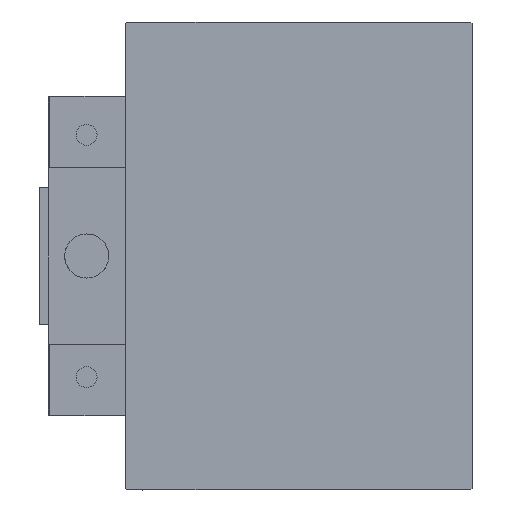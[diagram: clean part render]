
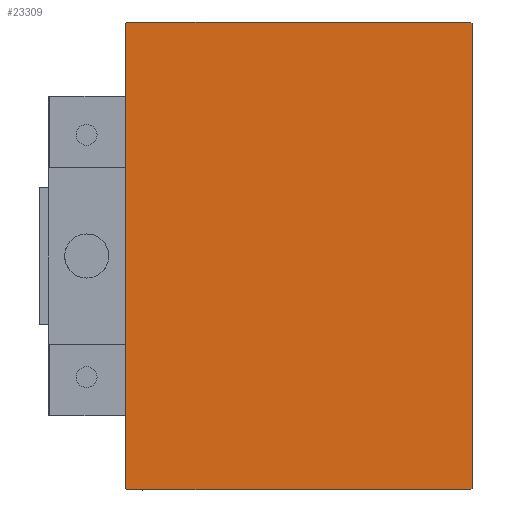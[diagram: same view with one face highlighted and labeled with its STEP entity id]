
A CAD part, left-side view. The second image highlights one B-rep face of the part: STEP entity #23309.
In plain terms, the highlighted face is planar.
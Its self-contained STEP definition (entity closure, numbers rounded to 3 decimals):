
#649 = ORIENTED_EDGE ( 'NONE', *, *, #16517, .T. ) ;
#777 = VECTOR ( 'NONE', #2614, 1000. ) ;
#1103 = VERTEX_POINT ( 'NONE', #33685 ) ;
#2614 = DIRECTION ( 'NONE',  ( 0., 0., -1. ) ) ;
#4499 = VERTEX_POINT ( 'NONE', #12062 ) ;
#5030 = EDGE_CURVE ( 'NONE', #9485, #43320, #34504, .T. ) ;
#5755 = LINE ( 'NONE', #18804, #777 ) ;
#6708 = EDGE_CURVE ( 'NONE', #16602, #22005, #24919, .T. ) ;
#6849 = ORIENTED_EDGE ( 'NONE', *, *, #6708, .T. ) ;
#7196 = ORIENTED_EDGE ( 'NONE', *, *, #12244, .T. ) ;
#7455 = FACE_OUTER_BOUND ( 'NONE', #23657, .T. ) ;
#9485 = VERTEX_POINT ( 'NONE', #31664 ) ;
#10900 = DIRECTION ( 'NONE',  ( 0., 1., 0. ) ) ;
#11439 = VERTEX_POINT ( 'NONE', #49410 ) ;
#12062 = CARTESIAN_POINT ( 'NONE',  ( 88., 31.5, 42.2 ) ) ;
#12219 = DIRECTION ( 'NONE',  ( 0., 0.707, 0.707 ) ) ;
#12244 = EDGE_CURVE ( 'NONE', #1103, #4499, #13754, .T. ) ;
#13103 = AXIS2_PLACEMENT_3D ( 'NONE', #38295, #29960, #30971 ) ;
#13754 = LINE ( 'NONE', #44806, #25758 ) ;
#15307 = DIRECTION ( 'NONE',  ( 0., -0.707, -0.707 ) ) ;
#16268 = CARTESIAN_POINT ( 'NONE',  ( 88., -31.2, -42.5 ) ) ;
#16517 = EDGE_CURVE ( 'NONE', #43320, #22188, #5755, .T. ) ;
#16602 = VERTEX_POINT ( 'NONE', #16268 ) ;
#16929 = EDGE_CURVE ( 'NONE', #4499, #11439, #43243, .T. ) ;
#17074 = CARTESIAN_POINT ( 'NONE',  ( 88., -31.5, -42.5 ) ) ;
#18331 = DIRECTION ( 'NONE',  ( 0., -1., 0. ) ) ;
#18649 = LINE ( 'NONE', #48963, #25598 ) ;
#18804 = CARTESIAN_POINT ( 'NONE',  ( 88., -31.5, 42.5 ) ) ;
#19093 = PLANE ( 'NONE',  #13103 ) ;
#21402 = LINE ( 'NONE', #21643, #48978 ) ;
#21643 = CARTESIAN_POINT ( 'NONE',  ( 88., 31.5, 42.5 ) ) ;
#21703 = CARTESIAN_POINT ( 'NONE',  ( 88., 31.2, -42.5 ) ) ;
#21833 = DIRECTION ( 'NONE',  ( 0., 0., 1. ) ) ;
#22005 = VERTEX_POINT ( 'NONE', #21703 ) ;
#22188 = VERTEX_POINT ( 'NONE', #37844 ) ;
#22572 = VECTOR ( 'NONE', #30884, 1000. ) ;
#23309 = ADVANCED_FACE ( 'NONE', ( #7455 ), #19093, .T. ) ;
#23657 = EDGE_LOOP ( 'NONE', ( #6849, #32976, #7196, #45608, #25428, #29210, #649, #37836 ) ) ;
#24615 = LINE ( 'NONE', #40013, #43084 ) ;
#24919 = LINE ( 'NONE', #17074, #39293 ) ;
#25428 = ORIENTED_EDGE ( 'NONE', *, *, #46099, .T. ) ;
#25504 = DIRECTION ( 'NONE',  ( 0., 0.707, -0.707 ) ) ;
#25598 = VECTOR ( 'NONE', #25504, 1000. ) ;
#25758 = VECTOR ( 'NONE', #21833, 1000. ) ;
#29210 = ORIENTED_EDGE ( 'NONE', *, *, #5030, .T. ) ;
#29960 = DIRECTION ( 'NONE',  ( 1., 0., 0. ) ) ;
#30129 = CARTESIAN_POINT ( 'NONE',  ( 88., -31.5, 42.2 ) ) ;
#30884 = DIRECTION ( 'NONE',  ( 0., -0.707, 0.707 ) ) ;
#30971 = DIRECTION ( 'NONE',  ( 0., 0., -1. ) ) ;
#31664 = CARTESIAN_POINT ( 'NONE',  ( 88., -31.2, 42.5 ) ) ;
#32976 = ORIENTED_EDGE ( 'NONE', *, *, #38560, .T. ) ;
#33685 = CARTESIAN_POINT ( 'NONE',  ( 88., 31.5, -42.2 ) ) ;
#34504 = LINE ( 'NONE', #45873, #47866 ) ;
#37836 = ORIENTED_EDGE ( 'NONE', *, *, #46725, .T. ) ;
#37844 = CARTESIAN_POINT ( 'NONE',  ( 88., -31.5, -42.2 ) ) ;
#38295 = CARTESIAN_POINT ( 'NONE',  ( 88., 0., 0. ) ) ;
#38560 = EDGE_CURVE ( 'NONE', #22005, #1103, #24615, .T. ) ;
#39293 = VECTOR ( 'NONE', #10900, 1000. ) ;
#40013 = CARTESIAN_POINT ( 'NONE',  ( 88., 36.85, -36.85 ) ) ;
#43084 = VECTOR ( 'NONE', #12219, 1000. ) ;
#43243 = LINE ( 'NONE', #46019, #22572 ) ;
#43320 = VERTEX_POINT ( 'NONE', #30129 ) ;
#44806 = CARTESIAN_POINT ( 'NONE',  ( 88., 31.5, -42.5 ) ) ;
#45608 = ORIENTED_EDGE ( 'NONE', *, *, #16929, .T. ) ;
#45873 = CARTESIAN_POINT ( 'NONE',  ( 88., -36.85, 36.85 ) ) ;
#46019 = CARTESIAN_POINT ( 'NONE',  ( 88., 36.85, 36.85 ) ) ;
#46099 = EDGE_CURVE ( 'NONE', #11439, #9485, #21402, .T. ) ;
#46725 = EDGE_CURVE ( 'NONE', #22188, #16602, #18649, .T. ) ;
#47866 = VECTOR ( 'NONE', #15307, 1000. ) ;
#48963 = CARTESIAN_POINT ( 'NONE',  ( 88., -36.85, -36.85 ) ) ;
#48978 = VECTOR ( 'NONE', #18331, 1000. ) ;
#49410 = CARTESIAN_POINT ( 'NONE',  ( 88., 31.2, 42.5 ) ) ;
